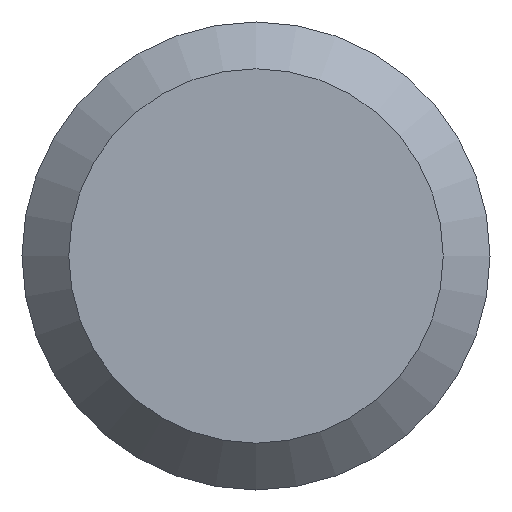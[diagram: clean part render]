
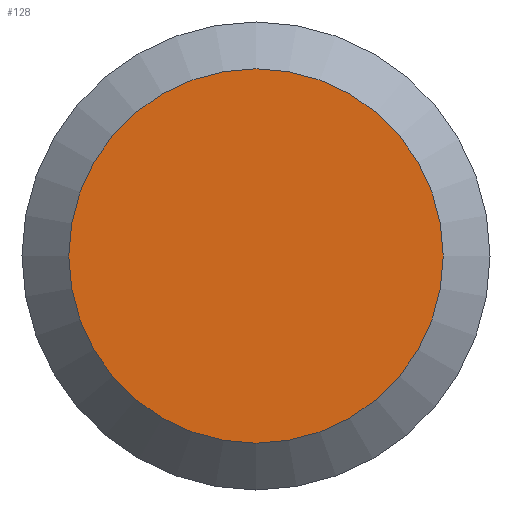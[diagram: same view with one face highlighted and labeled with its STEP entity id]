
A CAD part, left-side view. The second image highlights one B-rep face of the part: STEP entity #128.
In plain terms, the highlighted planar face has unit normal (-1, 0, 0).
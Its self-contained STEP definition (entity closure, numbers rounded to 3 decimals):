
#25 = EDGE_CURVE ( 'NONE', #213, #213, #106, .T. ) ;
#47 = ORIENTED_EDGE ( 'NONE', *, *, #25, .T. ) ;
#69 = CARTESIAN_POINT ( 'NONE',  ( 0., 0., -4.4 ) ) ;
#79 = CARTESIAN_POINT ( 'NONE',  ( 0., 5.5, 0. ) ) ;
#82 = DIRECTION ( 'NONE',  ( 1., 0., 0. ) ) ;
#106 = CIRCLE ( 'NONE', #208, 4.4 ) ;
#107 = DIRECTION ( 'NONE',  ( 0., 0., -1. ) ) ;
#113 = CARTESIAN_POINT ( 'NONE',  ( 0., 0., 0. ) ) ;
#117 = DIRECTION ( 'NONE',  ( 0., 0., -1. ) ) ;
#128 = ADVANCED_FACE ( 'NONE', ( #185 ), #146, .F. ) ;
#146 = PLANE ( 'NONE',  #169 ) ;
#167 = EDGE_LOOP ( 'NONE', ( #47 ) ) ;
#169 = AXIS2_PLACEMENT_3D ( 'NONE', #79, #82, #107 ) ;
#178 = DIRECTION ( 'NONE',  ( -1., 0., 0. ) ) ;
#185 = FACE_OUTER_BOUND ( 'NONE', #167, .T. ) ;
#208 = AXIS2_PLACEMENT_3D ( 'NONE', #113, #178, #117 ) ;
#213 = VERTEX_POINT ( 'NONE', #69 ) ;
